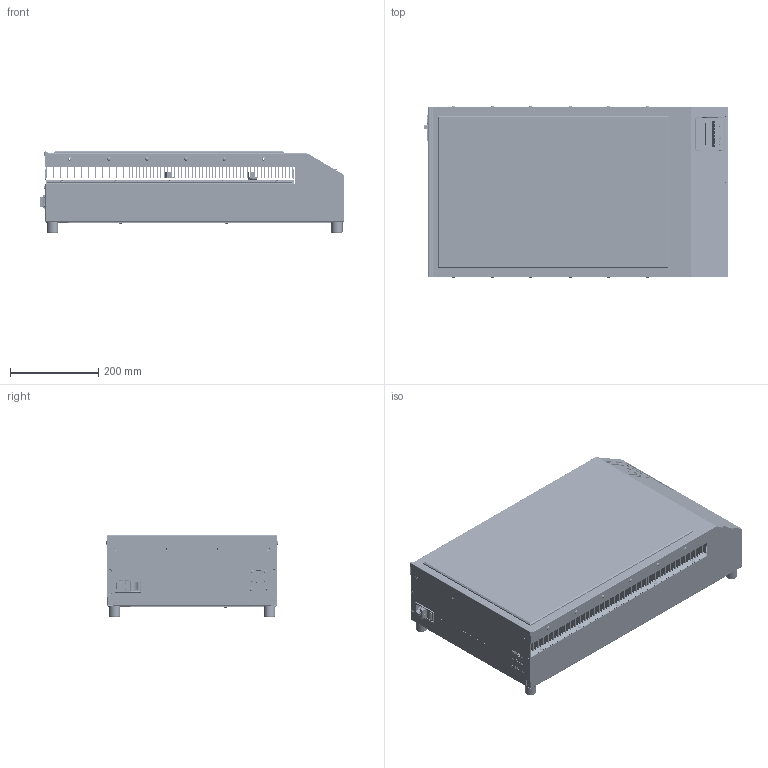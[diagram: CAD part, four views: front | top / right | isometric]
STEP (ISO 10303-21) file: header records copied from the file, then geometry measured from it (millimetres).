
FILE_DESCRIPTION (( 'STEP AP203' ), '1' );
FILE_NAME ('AHP-2700CPV.STEP', '2016-06-23T13:58:47', ( '' ), ( '' ), 'SwSTEP 2.0', 'SolidWorks 2016', '' );
FILE_SCHEMA (( 'CONFIG_CONTROL_DESIGN' ));
Products named in the file (1): AHP-2700CPV
Bounding box: 689.36 x 389.87 x 185.93 mm (x, y, z)
Surface area: 3569078.4 mm2 (no closed solid volume)
Topology: 0 solids, 303 shells, 3964 faces, 18331 edges, 13985 vertices
Faces by surface type: plane 2023, cylinder 1540, bspline 163, cone 114, sphere 86, torus 38
Entity records: 205837 total; most frequent: CARTESIAN_POINT 59587, DIRECTION 29453, ORIENTED_EDGE 26758, EDGE_CURVE 18331, VERTEX_POINT 13985, LINE 10119, VECTOR 10119, AXIS2_PLACEMENT_3D 9667
